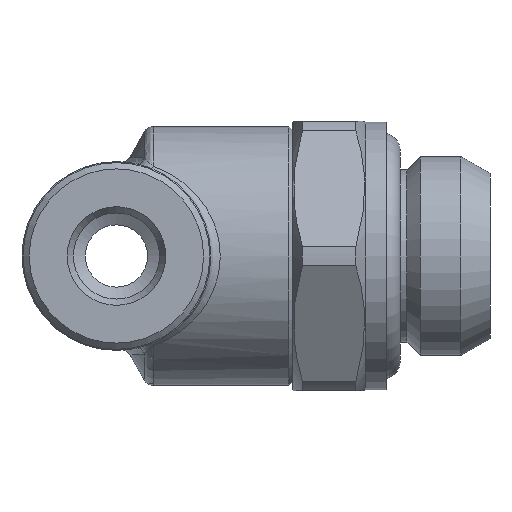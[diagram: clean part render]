
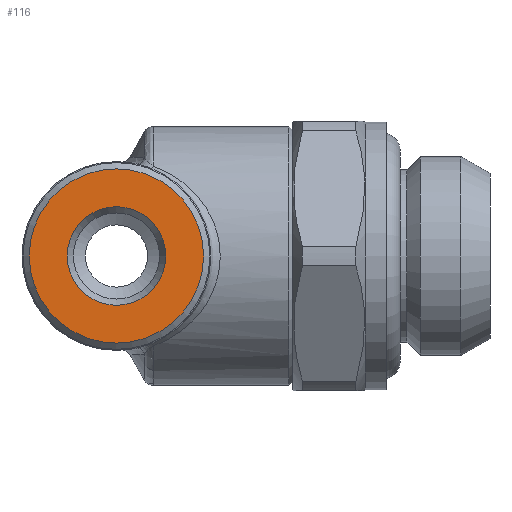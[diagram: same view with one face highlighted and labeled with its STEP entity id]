
A CAD part, left-side view. The second image highlights one B-rep face of the part: STEP entity #116.
In plain terms, the highlighted planar face has unit normal (-1, 0, 0).
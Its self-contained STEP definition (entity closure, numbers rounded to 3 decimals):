
#116 = ADVANCED_FACE( 'NONE', ( #257, #258 ), #259, .T. );
#257 = FACE_OUTER_BOUND( '', #761, .T. );
#258 = FACE_BOUND( '', #762, .T. );
#259 = PLANE( '', #763 );
#761 = EDGE_LOOP( '', ( #1153 ) );
#762 = EDGE_LOOP( '', ( #1154 ) );
#763 = AXIS2_PLACEMENT_3D( '', #1155, #1156, #1157 );
#1153 = ORIENTED_EDGE( '', *, *, #1422, .F. );
#1154 = ORIENTED_EDGE( '', *, *, #1432, .T. );
#1155 = CARTESIAN_POINT( '', ( -19.6, 4.2, 0. ) );
#1156 = DIRECTION( '', ( -1., 0., 0. ) );
#1157 = DIRECTION( '', ( 0., 1., 0. ) );
#1422 = EDGE_CURVE( 'NONE', #1620, #1620, #1621, .T. );
#1432 = EDGE_CURVE( 'NONE', #1639, #1639, #1640, .T. );
#1620 = VERTEX_POINT( '', #2165 );
#1621 = CIRCLE( '', #2166, 4.2 );
#1639 = VERTEX_POINT( '', #2185 );
#1640 = CIRCLE( '', #2186, 2.375 );
#2165 = CARTESIAN_POINT( '', ( -19.6, 0., -4.2 ) );
#2166 = AXIS2_PLACEMENT_3D( '', #2389, #2390, #2391 );
#2185 = CARTESIAN_POINT( '', ( -19.6, 0., -2.375 ) );
#2186 = AXIS2_PLACEMENT_3D( '', #2417, #2418, #2419 );
#2389 = CARTESIAN_POINT( '', ( -19.6, 0., 0. ) );
#2390 = DIRECTION( '', ( 1., 0., 0. ) );
#2391 = DIRECTION( '', ( 0., 0., -1. ) );
#2417 = CARTESIAN_POINT( '', ( -19.6, 0., 0. ) );
#2418 = DIRECTION( '', ( 1., 0., 0. ) );
#2419 = DIRECTION( '', ( 0., 0., -1. ) );
